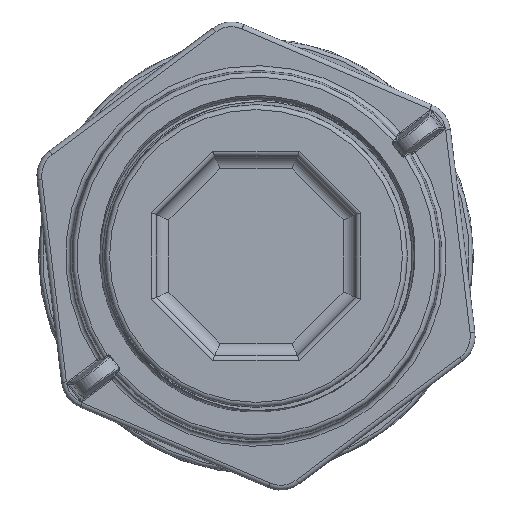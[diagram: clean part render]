
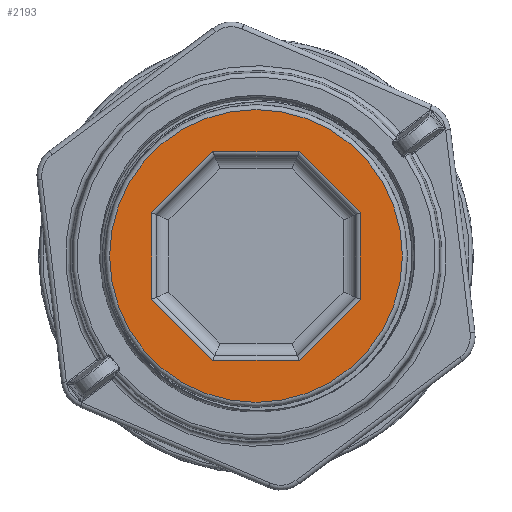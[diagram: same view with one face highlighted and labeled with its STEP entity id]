
A CAD part, front view. The second image highlights one B-rep face of the part: STEP entity #2193.
In plain terms, the highlighted planar face has unit normal (0, -1, 0).
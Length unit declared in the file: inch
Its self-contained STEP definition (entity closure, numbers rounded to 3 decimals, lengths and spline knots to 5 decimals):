
#202=LINE($,#3250,#305);
#203=LINE($,#3252,#306);
#204=LINE($,#3254,#307);
#205=LINE($,#3256,#308);
#206=LINE($,#3258,#309);
#207=LINE($,#3260,#310);
#208=LINE($,#3262,#311);
#209=LINE($,#3263,#312);
#305=VECTOR($,#2629,0.54676);
#306=VECTOR($,#2630,0.54676);
#307=VECTOR($,#2631,0.54676);
#308=VECTOR($,#2632,0.54676);
#309=VECTOR($,#2633,0.54676);
#310=VECTOR($,#2634,0.54676);
#311=VECTOR($,#2635,0.54676);
#312=VECTOR($,#2636,0.54676);
#408=PLANE($,#2356);
#497=FACE_BOUND($,#673,.T.);
#518=FACE_OUTER_BOUND($,#672,.T.);
#672=EDGE_LOOP($,(#1501));
#673=EDGE_LOOP($,(#1502,#1503,#1504,#1505,#1506,#1507,#1508,#1509));
#840=CIRCLE($,#2355,0.925);
#953=VERTEX_POINT($,#3245);
#954=VERTEX_POINT($,#3248);
#955=VERTEX_POINT($,#3249);
#956=VERTEX_POINT($,#3251);
#957=VERTEX_POINT($,#3253);
#958=VERTEX_POINT($,#3255);
#959=VERTEX_POINT($,#3257);
#960=VERTEX_POINT($,#3259);
#961=VERTEX_POINT($,#3261);
#1159=EDGE_CURVE($,#953,#953,#840,.T.);
#1160=EDGE_CURVE($,#954,#955,#202,.T.);
#1161=EDGE_CURVE($,#956,#954,#203,.T.);
#1162=EDGE_CURVE($,#957,#956,#204,.T.);
#1163=EDGE_CURVE($,#958,#957,#205,.T.);
#1164=EDGE_CURVE($,#959,#958,#206,.T.);
#1165=EDGE_CURVE($,#960,#959,#207,.T.);
#1166=EDGE_CURVE($,#961,#960,#208,.T.);
#1167=EDGE_CURVE($,#955,#961,#209,.T.);
#1501=ORIENTED_EDGE($,*,*,#1159,.F.);
#1502=ORIENTED_EDGE($,*,*,#1160,.F.);
#1503=ORIENTED_EDGE($,*,*,#1161,.F.);
#1504=ORIENTED_EDGE($,*,*,#1162,.F.);
#1505=ORIENTED_EDGE($,*,*,#1163,.F.);
#1506=ORIENTED_EDGE($,*,*,#1164,.F.);
#1507=ORIENTED_EDGE($,*,*,#1165,.F.);
#1508=ORIENTED_EDGE($,*,*,#1166,.F.);
#1509=ORIENTED_EDGE($,*,*,#1167,.F.);
#2193=ADVANCED_FACE($,(#518,#497),#408,.T.);
#2355=AXIS2_PLACEMENT_3D($,#3246,#2625,#2626);
#2356=AXIS2_PLACEMENT_3D($,#3247,#2627,#2628);
#2625=DIRECTION('center_axis',(0.,1.,0.));
#2626=DIRECTION('ref_axis',(-1.,0.,0.));
#2627=DIRECTION('center_axis',(0.,-1.,0.));
#2628=DIRECTION('ref_axis',(0.,0.,-1.));
#2629=DIRECTION($,(-0.707,0.,-0.707));
#2630=DIRECTION($,(-1.,0.,0.));
#2631=DIRECTION($,(-0.707,0.,0.707));
#2632=DIRECTION($,(0.,0.,1.));
#2633=DIRECTION($,(0.707,0.,0.707));
#2634=DIRECTION($,(1.,0.,0.));
#2635=DIRECTION($,(0.707,0.,-0.707));
#2636=DIRECTION($,(0.,0.,-1.));
#3245=CARTESIAN_POINT('',(0.925,-0.265,0.));
#3246=CARTESIAN_POINT('Origin',(0.,-0.265,0.));
#3247=CARTESIAN_POINT('Origin',(0.4925,-0.265,0.));
#3248=CARTESIAN_POINT('',(-0.27338,-0.265,0.66));
#3249=CARTESIAN_POINT('',(-0.66,-0.265,0.27338));
#3250=CARTESIAN_POINT($,(-0.27338,-0.265,0.66));
#3251=CARTESIAN_POINT('',(0.27338,-0.265,0.66));
#3252=CARTESIAN_POINT($,(0.27338,-0.265,0.66));
#3253=CARTESIAN_POINT('',(0.66,-0.265,0.27338));
#3254=CARTESIAN_POINT($,(0.66,-0.265,0.27338));
#3255=CARTESIAN_POINT('',(0.66,-0.265,-0.27338));
#3256=CARTESIAN_POINT($,(0.66,-0.265,-0.27338));
#3257=CARTESIAN_POINT('',(0.27338,-0.265,-0.66));
#3258=CARTESIAN_POINT($,(0.27338,-0.265,-0.66));
#3259=CARTESIAN_POINT('',(-0.27338,-0.265,-0.66));
#3260=CARTESIAN_POINT($,(-0.27338,-0.265,-0.66));
#3261=CARTESIAN_POINT('',(-0.66,-0.265,-0.27338));
#3262=CARTESIAN_POINT($,(-0.66,-0.265,-0.27338));
#3263=CARTESIAN_POINT($,(-0.66,-0.265,0.27338));
